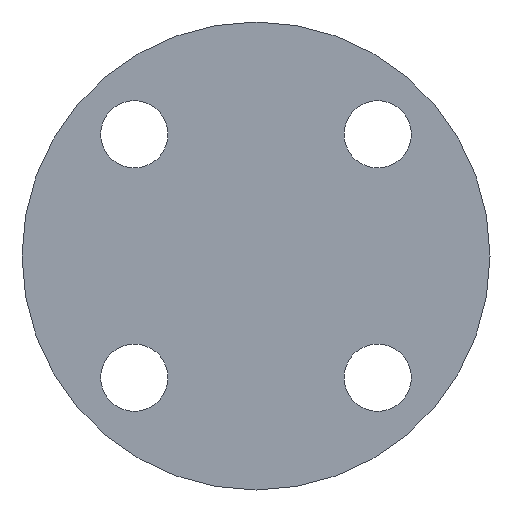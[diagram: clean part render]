
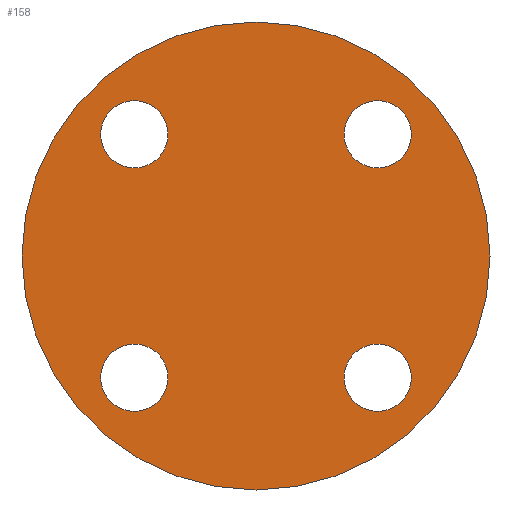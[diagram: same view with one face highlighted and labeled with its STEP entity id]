
A CAD part, front view. The second image highlights one B-rep face of the part: STEP entity #158.
In plain terms, the highlighted planar face has unit normal (0, -1, 0).
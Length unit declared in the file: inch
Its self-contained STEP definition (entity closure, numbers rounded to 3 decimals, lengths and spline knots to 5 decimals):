
#20=FACE_BOUND('',#50,.T.);
#21=FACE_BOUND('',#51,.T.);
#22=FACE_BOUND('',#52,.T.);
#23=FACE_BOUND('',#53,.T.);
#26=PLANE('',#201);
#35=FACE_OUTER_BOUND('',#49,.T.);
#49=EDGE_LOOP('',(#139));
#50=EDGE_LOOP('',(#140));
#51=EDGE_LOOP('',(#141));
#52=EDGE_LOOP('',(#142));
#53=EDGE_LOOP('',(#143));
#67=CIRCLE('',#183,0.44);
#69=CIRCLE('',#186,0.44);
#71=CIRCLE('',#189,0.44);
#73=CIRCLE('',#192,0.44);
#75=CIRCLE('',#195,3.06);
#79=VERTEX_POINT('',#256);
#81=VERTEX_POINT('',#262);
#83=VERTEX_POINT('',#268);
#85=VERTEX_POINT('',#274);
#87=VERTEX_POINT('',#280);
#92=EDGE_CURVE('',#79,#79,#67,.T.);
#95=EDGE_CURVE('',#81,#81,#69,.T.);
#98=EDGE_CURVE('',#83,#83,#71,.T.);
#101=EDGE_CURVE('',#85,#85,#73,.T.);
#104=EDGE_CURVE('',#87,#87,#75,.T.);
#139=ORIENTED_EDGE('',*,*,#104,.F.);
#140=ORIENTED_EDGE('',*,*,#92,.T.);
#141=ORIENTED_EDGE('',*,*,#95,.T.);
#142=ORIENTED_EDGE('',*,*,#98,.T.);
#143=ORIENTED_EDGE('',*,*,#101,.T.);
#158=ADVANCED_FACE('',(#35,#20,#21,#22,#23),#26,.T.);
#183=AXIS2_PLACEMENT_3D('',#258,#209,#210);
#186=AXIS2_PLACEMENT_3D('',#264,#216,#217);
#189=AXIS2_PLACEMENT_3D('',#270,#223,#224);
#192=AXIS2_PLACEMENT_3D('',#276,#230,#231);
#195=AXIS2_PLACEMENT_3D('',#282,#237,#238);
#201=AXIS2_PLACEMENT_3D('',#291,#250,#251);
#209=DIRECTION('center_axis',(0.,1.,0.));
#210=DIRECTION('ref_axis',(0.,0.,1.));
#216=DIRECTION('center_axis',(0.,1.,0.));
#217=DIRECTION('ref_axis',(-1.,0.,0.));
#223=DIRECTION('center_axis',(0.,1.,0.));
#224=DIRECTION('ref_axis',(0.,0.,-1.));
#230=DIRECTION('center_axis',(0.,1.,0.));
#231=DIRECTION('ref_axis',(1.,0.,0.));
#237=DIRECTION('center_axis',(0.,1.,0.));
#238=DIRECTION('ref_axis',(1.,0.,0.));
#250=DIRECTION('center_axis',(0.,-1.,0.));
#251=DIRECTION('ref_axis',(0.,0.,-1.));
#256=CARTESIAN_POINT('',(1.59099,0.,1.15099));
#258=CARTESIAN_POINT('Origin',(1.59099,0.,1.59099));
#262=CARTESIAN_POINT('',(-1.15099,0.,1.59099));
#264=CARTESIAN_POINT('Origin',(-1.59099,0.,1.59099));
#268=CARTESIAN_POINT('',(-1.59099,0.,-1.15099));
#270=CARTESIAN_POINT('Origin',(-1.59099,0.,-1.59099));
#274=CARTESIAN_POINT('',(1.15099,0.,-1.59099));
#276=CARTESIAN_POINT('Origin',(1.59099,0.,-1.59099));
#280=CARTESIAN_POINT('',(3.06,0.,0.));
#282=CARTESIAN_POINT('Origin',(0.,0.,0.));
#291=CARTESIAN_POINT('Origin',(-3.06,0.,0.));
